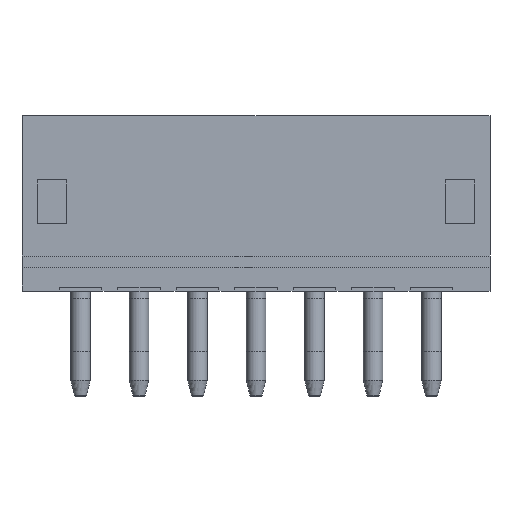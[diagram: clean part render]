
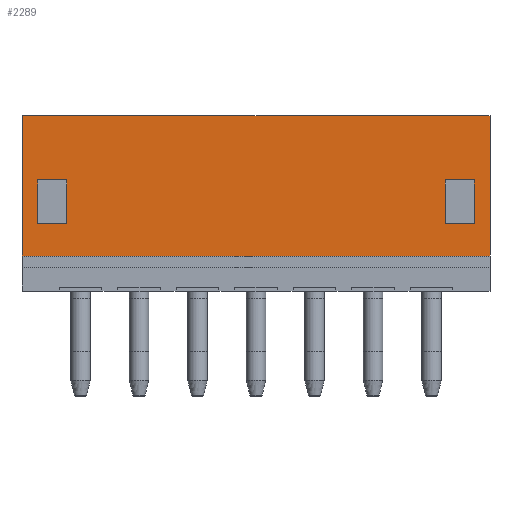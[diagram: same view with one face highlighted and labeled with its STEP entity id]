
A CAD part, front view. The second image highlights one B-rep face of the part: STEP entity #2289.
In plain terms, the highlighted planar face has unit normal (0, -1, 0).
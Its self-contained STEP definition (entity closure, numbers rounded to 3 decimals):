
#219=LINE('',#3488,#499);
#220=LINE('',#3491,#500);
#221=LINE('',#3493,#501);
#222=LINE('',#3495,#502);
#223=LINE('',#3496,#503);
#224=LINE('',#3499,#504);
#225=LINE('',#3501,#505);
#226=LINE('',#3503,#506);
#227=LINE('',#3504,#507);
#228=LINE('',#3507,#508);
#229=LINE('',#3509,#509);
#230=LINE('',#3511,#510);
#499=VECTOR('',#2772,1000.);
#500=VECTOR('',#2773,1000.);
#501=VECTOR('',#2774,1000.);
#502=VECTOR('',#2775,1000.);
#503=VECTOR('',#2776,1000.);
#504=VECTOR('',#2777,1000.);
#505=VECTOR('',#2778,1000.);
#506=VECTOR('',#2779,1000.);
#507=VECTOR('',#2780,1000.);
#508=VECTOR('',#2781,1000.);
#509=VECTOR('',#2782,1000.);
#510=VECTOR('',#2783,1000.);
#809=ORIENTED_EDGE('',*,*,#1417,.T.);
#810=ORIENTED_EDGE('',*,*,#1418,.T.);
#811=ORIENTED_EDGE('',*,*,#1419,.T.);
#812=ORIENTED_EDGE('',*,*,#1420,.T.);
#813=ORIENTED_EDGE('',*,*,#1421,.T.);
#814=ORIENTED_EDGE('',*,*,#1422,.T.);
#815=ORIENTED_EDGE('',*,*,#1423,.T.);
#816=ORIENTED_EDGE('',*,*,#1424,.T.);
#817=ORIENTED_EDGE('',*,*,#1425,.F.);
#818=ORIENTED_EDGE('',*,*,#1426,.T.);
#819=ORIENTED_EDGE('',*,*,#1427,.T.);
#820=ORIENTED_EDGE('',*,*,#1428,.T.);
#1417=EDGE_CURVE('',#1713,#1714,#219,.T.);
#1418=EDGE_CURVE('',#1714,#1715,#220,.T.);
#1419=EDGE_CURVE('',#1715,#1716,#221,.T.);
#1420=EDGE_CURVE('',#1716,#1713,#222,.T.);
#1421=EDGE_CURVE('',#1717,#1718,#223,.T.);
#1422=EDGE_CURVE('',#1718,#1719,#224,.T.);
#1423=EDGE_CURVE('',#1719,#1720,#225,.T.);
#1424=EDGE_CURVE('',#1720,#1717,#226,.T.);
#1425=EDGE_CURVE('',#1721,#1722,#227,.T.);
#1426=EDGE_CURVE('',#1721,#1723,#228,.T.);
#1427=EDGE_CURVE('',#1723,#1724,#229,.T.);
#1428=EDGE_CURVE('',#1724,#1722,#230,.T.);
#1713=VERTEX_POINT('',#3489);
#1714=VERTEX_POINT('',#3490);
#1715=VERTEX_POINT('',#3492);
#1716=VERTEX_POINT('',#3494);
#1717=VERTEX_POINT('',#3497);
#1718=VERTEX_POINT('',#3498);
#1719=VERTEX_POINT('',#3500);
#1720=VERTEX_POINT('',#3502);
#1721=VERTEX_POINT('',#3505);
#1722=VERTEX_POINT('',#3506);
#1723=VERTEX_POINT('',#3508);
#1724=VERTEX_POINT('',#3510);
#1869=EDGE_LOOP('',(#809,#810,#811,#812));
#1870=EDGE_LOOP('',(#813,#814,#815,#816));
#1871=EDGE_LOOP('',(#817,#818,#819,#820));
#2035=FACE_BOUND('',#1869,.T.);
#2036=FACE_BOUND('',#1870,.T.);
#2037=FACE_BOUND('',#1871,.T.);
#2187=PLANE('',#2466);
#2289=ADVANCED_FACE('',(#2035,#2036,#2037),#2187,.T.);
#2466=AXIS2_PLACEMENT_3D('',#3487,#2770,#2771);
#2770=DIRECTION('',(0.,-1.,0.));
#2771=DIRECTION('',(0.,0.,-1.));
#2772=DIRECTION('',(0.,0.,1.));
#2773=DIRECTION('',(1.,0.,0.));
#2774=DIRECTION('',(0.,0.,-1.));
#2775=DIRECTION('',(-1.,0.,0.));
#2776=DIRECTION('',(-1.,0.,0.));
#2777=DIRECTION('',(0.,0.,1.));
#2778=DIRECTION('',(1.,0.,0.));
#2779=DIRECTION('',(0.,0.,-1.));
#2780=DIRECTION('',(0.,0.,1.));
#2781=DIRECTION('',(1.,0.,0.));
#2782=DIRECTION('',(0.,0.,1.));
#2783=DIRECTION('',(-1.,0.,0.));
#3487=CARTESIAN_POINT('',(6.,-1.75,-2.25));
#3488=CARTESIAN_POINT('',(-5.6,-1.75,-0.52));
#3489=CARTESIAN_POINT('',(-5.6,-1.75,-0.52));
#3490=CARTESIAN_POINT('',(-5.6,-1.75,0.6));
#3491=CARTESIAN_POINT('',(-5.6,-1.75,0.6));
#3492=CARTESIAN_POINT('',(-4.85,-1.75,0.6));
#3493=CARTESIAN_POINT('',(-4.85,-1.75,0.6));
#3494=CARTESIAN_POINT('',(-4.85,-1.75,-0.52));
#3495=CARTESIAN_POINT('',(-4.85,-1.75,-0.52));
#3496=CARTESIAN_POINT('',(5.6,-1.75,-0.52));
#3497=CARTESIAN_POINT('',(5.6,-1.75,-0.52));
#3498=CARTESIAN_POINT('',(4.85,-1.75,-0.52));
#3499=CARTESIAN_POINT('',(4.85,-1.75,-0.52));
#3500=CARTESIAN_POINT('',(4.85,-1.75,0.6));
#3501=CARTESIAN_POINT('',(4.85,-1.75,0.6));
#3502=CARTESIAN_POINT('',(5.6,-1.75,0.6));
#3503=CARTESIAN_POINT('',(5.6,-1.75,0.6));
#3504=CARTESIAN_POINT('',(-6.,-1.75,-2.25));
#3505=CARTESIAN_POINT('',(-6.,-1.75,-1.35));
#3506=CARTESIAN_POINT('',(-6.,-1.75,2.25));
#3507=CARTESIAN_POINT('',(-7.285,-1.75,-1.35));
#3508=CARTESIAN_POINT('',(6.,-1.75,-1.35));
#3509=CARTESIAN_POINT('',(6.,-1.75,-2.25));
#3510=CARTESIAN_POINT('',(6.,-1.75,2.25));
#3511=CARTESIAN_POINT('',(6.,-1.75,2.25));
